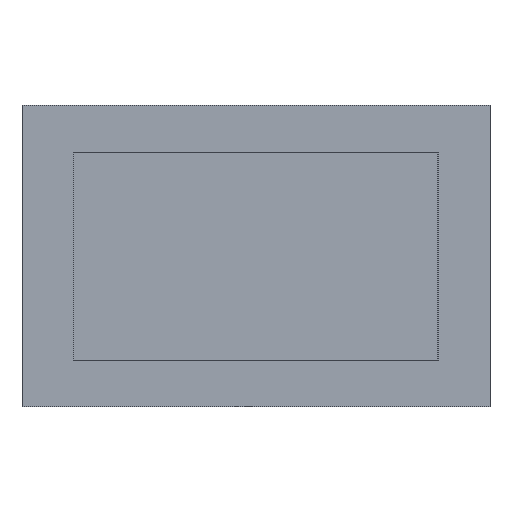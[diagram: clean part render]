
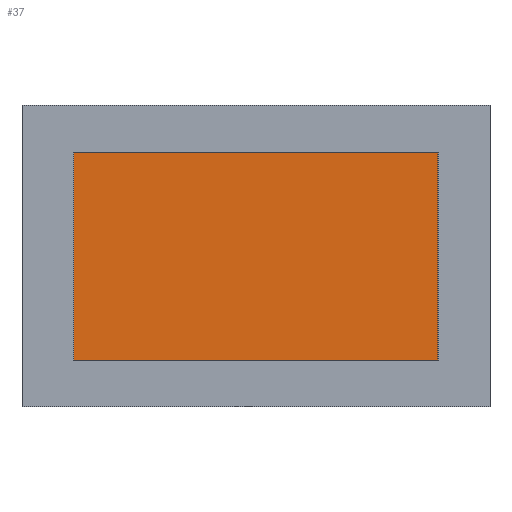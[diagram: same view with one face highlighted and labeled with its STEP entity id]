
A CAD part, front view. The second image highlights one B-rep face of the part: STEP entity #37.
In plain terms, the highlighted planar face has unit normal (0, -1, 0).
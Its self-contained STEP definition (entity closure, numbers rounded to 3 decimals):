
#8 = VECTOR ( 'NONE', #266, 1000. ) ;
#12 = CARTESIAN_POINT ( 'NONE',  ( 17.5, -50., 20. ) ) ;
#37 = ADVANCED_FACE ( 'NONE', ( #611 ), #422, .F. ) ;
#111 = VERTEX_POINT ( 'NONE', #137 ) ;
#137 = CARTESIAN_POINT ( 'NONE',  ( 17.5, -50., 0. ) ) ;
#195 = DIRECTION ( 'NONE',  ( 0., 0., -1. ) ) ;
#220 = LINE ( 'NONE', #488, #362 ) ;
#224 = EDGE_LOOP ( 'NONE', ( #365, #352, #290, #297 ) ) ;
#237 = VERTEX_POINT ( 'NONE', #380 ) ;
#248 = VERTEX_POINT ( 'NONE', #725 ) ;
#266 = DIRECTION ( 'NONE',  ( 1., 0., 0. ) ) ;
#276 = DIRECTION ( 'NONE',  ( 1., 0., 0. ) ) ;
#290 = ORIENTED_EDGE ( 'NONE', *, *, #584, .F. ) ;
#296 = VECTOR ( 'NONE', #679, 1000. ) ;
#297 = ORIENTED_EDGE ( 'NONE', *, *, #744, .T. ) ;
#311 = EDGE_CURVE ( 'NONE', #336, #111, #592, .T. ) ;
#333 = LINE ( 'NONE', #607, #8 ) ;
#336 = VERTEX_POINT ( 'NONE', #605 ) ;
#352 = ORIENTED_EDGE ( 'NONE', *, *, #311, .F. ) ;
#362 = VECTOR ( 'NONE', #276, 1000. ) ;
#365 = ORIENTED_EDGE ( 'NONE', *, *, #610, .T. ) ;
#369 = DIRECTION ( 'NONE',  ( 1., 0., 0. ) ) ;
#380 = CARTESIAN_POINT ( 'NONE',  ( -17.5, -50., 20. ) ) ;
#422 = PLANE ( 'NONE',  #514 ) ;
#440 = CARTESIAN_POINT ( 'NONE',  ( -17.5, -50., 20. ) ) ;
#488 = CARTESIAN_POINT ( 'NONE',  ( -17.5, -50., 0. ) ) ;
#514 = AXIS2_PLACEMENT_3D ( 'NONE', #657, #665, #369 ) ;
#584 = EDGE_CURVE ( 'NONE', #237, #336, #333, .T. ) ;
#589 = LINE ( 'NONE', #440, #296 ) ;
#592 = LINE ( 'NONE', #12, #741 ) ;
#605 = CARTESIAN_POINT ( 'NONE',  ( 17.5, -50., 20. ) ) ;
#607 = CARTESIAN_POINT ( 'NONE',  ( -17.5, -50., 20. ) ) ;
#610 = EDGE_CURVE ( 'NONE', #248, #111, #220, .T. ) ;
#611 = FACE_OUTER_BOUND ( 'NONE', #224, .T. ) ;
#657 = CARTESIAN_POINT ( 'NONE',  ( -17.5, -50., 20. ) ) ;
#665 = DIRECTION ( 'NONE',  ( 0., 1., 0. ) ) ;
#679 = DIRECTION ( 'NONE',  ( 0., 0., -1. ) ) ;
#725 = CARTESIAN_POINT ( 'NONE',  ( -17.5, -50., 0. ) ) ;
#741 = VECTOR ( 'NONE', #195, 1000. ) ;
#744 = EDGE_CURVE ( 'NONE', #237, #248, #589, .T. ) ;
